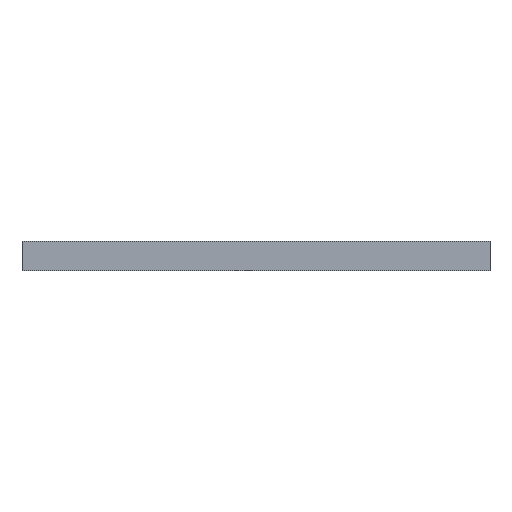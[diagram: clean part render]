
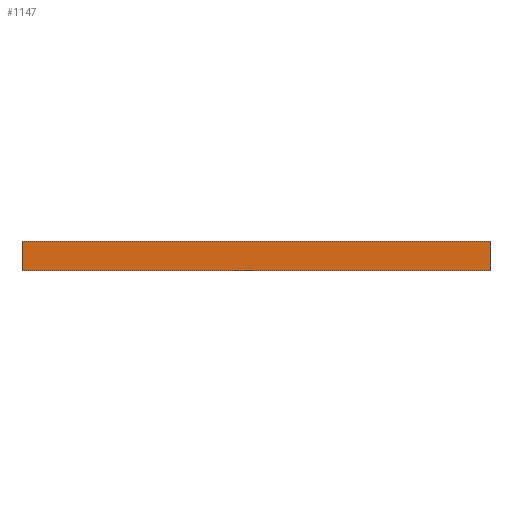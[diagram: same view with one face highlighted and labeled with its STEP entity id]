
A CAD part, front view. The second image highlights one B-rep face of the part: STEP entity #1147.
In plain terms, the highlighted planar face has unit normal (0, -1, 0).
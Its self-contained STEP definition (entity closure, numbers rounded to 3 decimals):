
#55 = PLANE('',#56);
#56 = AXIS2_PLACEMENT_3D('',#57,#58,#59);
#57 = CARTESIAN_POINT('',(161.201,-127.864,0.));
#58 = DIRECTION('',(-1.,0.,0.));
#59 = DIRECTION('',(0.,1.,0.));
#83 = PLANE('',#84);
#84 = AXIS2_PLACEMENT_3D('',#85,#86,#87);
#85 = CARTESIAN_POINT('',(148.501,-105.004,1.6));
#86 = DIRECTION('',(0.,0.,1.));
#87 = DIRECTION('',(1.,0.,-0.));
#111 = PLANE('',#112);
#112 = AXIS2_PLACEMENT_3D('',#113,#114,#115);
#113 = CARTESIAN_POINT('',(135.801,-82.144,0.));
#114 = DIRECTION('',(1.,0.,-0.));
#115 = DIRECTION('',(0.,-1.,0.));
#137 = PLANE('',#138);
#138 = AXIS2_PLACEMENT_3D('',#139,#140,#141);
#139 = CARTESIAN_POINT('',(148.501,-105.004,0.));
#140 = DIRECTION('',(0.,0.,1.));
#141 = DIRECTION('',(1.,0.,-0.));
#152 = EDGE_CURVE('',#153,#155,#157,.T.);
#153 = VERTEX_POINT('',#154);
#154 = CARTESIAN_POINT('',(161.201,-127.864,0.));
#155 = VERTEX_POINT('',#156);
#156 = CARTESIAN_POINT('',(161.201,-127.864,1.6));
#157 = SURFACE_CURVE('',#158,(#162,#169),.PCURVE_S1.);
#158 = LINE('',#159,#160);
#159 = CARTESIAN_POINT('',(161.201,-127.864,0.));
#160 = VECTOR('',#161,1.);
#161 = DIRECTION('',(0.,0.,1.));
#162 = PCURVE('',#55,#163);
#163 = DEFINITIONAL_REPRESENTATION('',(#164),#168);
#164 = LINE('',#165,#166);
#165 = CARTESIAN_POINT('',(0.,0.));
#166 = VECTOR('',#167,1.);
#167 = DIRECTION('',(0.,-1.));
#168 = ( GEOMETRIC_REPRESENTATION_CONTEXT(2) 
PARAMETRIC_REPRESENTATION_CONTEXT() REPRESENTATION_CONTEXT('2D SPACE',''
  ) );
#169 = PCURVE('',#170,#175);
#170 = PLANE('',#171);
#171 = AXIS2_PLACEMENT_3D('',#172,#173,#174);
#172 = CARTESIAN_POINT('',(135.801,-127.864,0.));
#173 = DIRECTION('',(0.,1.,0.));
#174 = DIRECTION('',(1.,0.,0.));
#175 = DEFINITIONAL_REPRESENTATION('',(#176),#180);
#176 = LINE('',#177,#178);
#177 = CARTESIAN_POINT('',(25.4,0.));
#178 = VECTOR('',#179,1.);
#179 = DIRECTION('',(0.,-1.));
#180 = ( GEOMETRIC_REPRESENTATION_CONTEXT(2) 
PARAMETRIC_REPRESENTATION_CONTEXT() REPRESENTATION_CONTEXT('2D SPACE',''
  ) );
#230 = VERTEX_POINT('',#231);
#231 = CARTESIAN_POINT('',(135.801,-127.864,1.6));
#252 = EDGE_CURVE('',#253,#230,#255,.T.);
#253 = VERTEX_POINT('',#254);
#254 = CARTESIAN_POINT('',(135.801,-127.864,0.));
#255 = SURFACE_CURVE('',#256,(#260,#267),.PCURVE_S1.);
#256 = LINE('',#257,#258);
#257 = CARTESIAN_POINT('',(135.801,-127.864,0.));
#258 = VECTOR('',#259,1.);
#259 = DIRECTION('',(0.,0.,1.));
#260 = PCURVE('',#111,#261);
#261 = DEFINITIONAL_REPRESENTATION('',(#262),#266);
#262 = LINE('',#263,#264);
#263 = CARTESIAN_POINT('',(45.72,0.));
#264 = VECTOR('',#265,1.);
#265 = DIRECTION('',(0.,-1.));
#266 = ( GEOMETRIC_REPRESENTATION_CONTEXT(2) 
PARAMETRIC_REPRESENTATION_CONTEXT() REPRESENTATION_CONTEXT('2D SPACE',''
  ) );
#267 = PCURVE('',#170,#268);
#268 = DEFINITIONAL_REPRESENTATION('',(#269),#273);
#269 = LINE('',#270,#271);
#270 = CARTESIAN_POINT('',(0.,0.));
#271 = VECTOR('',#272,1.);
#272 = DIRECTION('',(0.,-1.));
#273 = ( GEOMETRIC_REPRESENTATION_CONTEXT(2) 
PARAMETRIC_REPRESENTATION_CONTEXT() REPRESENTATION_CONTEXT('2D SPACE',''
  ) );
#301 = EDGE_CURVE('',#253,#153,#302,.T.);
#302 = SURFACE_CURVE('',#303,(#307,#314),.PCURVE_S1.);
#303 = LINE('',#304,#305);
#304 = CARTESIAN_POINT('',(135.801,-127.864,0.));
#305 = VECTOR('',#306,1.);
#306 = DIRECTION('',(1.,0.,0.));
#307 = PCURVE('',#137,#308);
#308 = DEFINITIONAL_REPRESENTATION('',(#309),#313);
#309 = LINE('',#310,#311);
#310 = CARTESIAN_POINT('',(-12.7,-22.86));
#311 = VECTOR('',#312,1.);
#312 = DIRECTION('',(1.,0.));
#313 = ( GEOMETRIC_REPRESENTATION_CONTEXT(2) 
PARAMETRIC_REPRESENTATION_CONTEXT() REPRESENTATION_CONTEXT('2D SPACE',''
  ) );
#314 = PCURVE('',#170,#315);
#315 = DEFINITIONAL_REPRESENTATION('',(#316),#320);
#316 = LINE('',#317,#318);
#317 = CARTESIAN_POINT('',(0.,0.));
#318 = VECTOR('',#319,1.);
#319 = DIRECTION('',(1.,0.));
#320 = ( GEOMETRIC_REPRESENTATION_CONTEXT(2) 
PARAMETRIC_REPRESENTATION_CONTEXT() REPRESENTATION_CONTEXT('2D SPACE',''
  ) );
#762 = EDGE_CURVE('',#230,#155,#763,.T.);
#763 = SURFACE_CURVE('',#764,(#768,#775),.PCURVE_S1.);
#764 = LINE('',#765,#766);
#765 = CARTESIAN_POINT('',(135.801,-127.864,1.6));
#766 = VECTOR('',#767,1.);
#767 = DIRECTION('',(1.,0.,0.));
#768 = PCURVE('',#83,#769);
#769 = DEFINITIONAL_REPRESENTATION('',(#770),#774);
#770 = LINE('',#771,#772);
#771 = CARTESIAN_POINT('',(-12.7,-22.86));
#772 = VECTOR('',#773,1.);
#773 = DIRECTION('',(1.,0.));
#774 = ( GEOMETRIC_REPRESENTATION_CONTEXT(2) 
PARAMETRIC_REPRESENTATION_CONTEXT() REPRESENTATION_CONTEXT('2D SPACE',''
  ) );
#775 = PCURVE('',#170,#776);
#776 = DEFINITIONAL_REPRESENTATION('',(#777),#781);
#777 = LINE('',#778,#779);
#778 = CARTESIAN_POINT('',(0.,-1.6));
#779 = VECTOR('',#780,1.);
#780 = DIRECTION('',(1.,0.));
#781 = ( GEOMETRIC_REPRESENTATION_CONTEXT(2) 
PARAMETRIC_REPRESENTATION_CONTEXT() REPRESENTATION_CONTEXT('2D SPACE',''
  ) );
#1147 = ADVANCED_FACE('',(#1148),#170,.F.);
#1148 = FACE_BOUND('',#1149,.F.);
#1149 = EDGE_LOOP('',(#1150,#1151,#1152,#1153));
#1150 = ORIENTED_EDGE('',*,*,#252,.T.);
#1151 = ORIENTED_EDGE('',*,*,#762,.T.);
#1152 = ORIENTED_EDGE('',*,*,#152,.F.);
#1153 = ORIENTED_EDGE('',*,*,#301,.F.);
